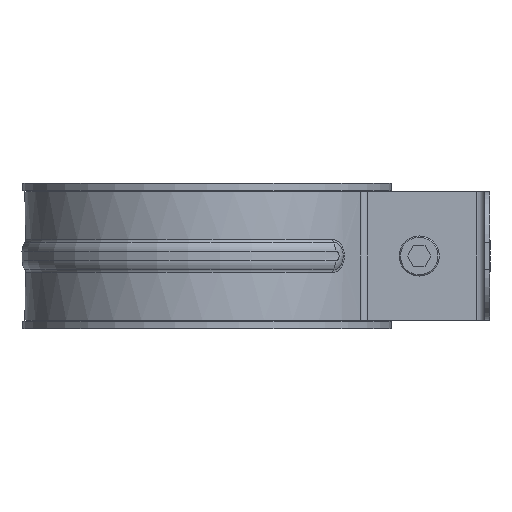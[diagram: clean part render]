
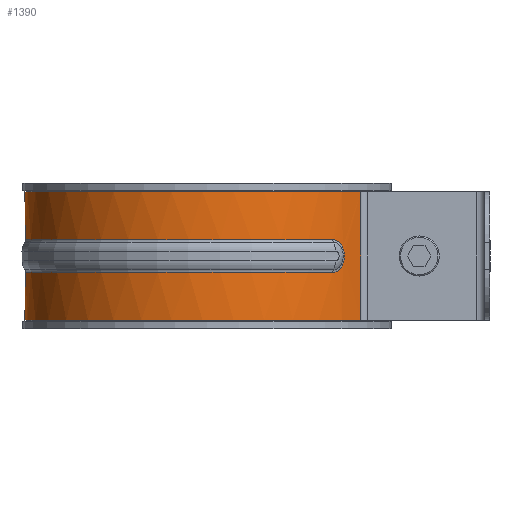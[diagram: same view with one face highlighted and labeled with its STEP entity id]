
A CAD part, left-side view. The second image highlights one B-rep face of the part: STEP entity #1390.
In plain terms, the highlighted cylindrical face has radius 36 mm (diameter 72 mm), a partial arc.
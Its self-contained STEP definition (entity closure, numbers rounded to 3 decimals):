
#222=CARTESIAN_POINT('',(0.,56.,12.7));
#223=DIRECTION('',(0.,0.,1.));
#224=DIRECTION('',(0.535,-0.845,0.));
#225=AXIS2_PLACEMENT_3D('',#222,#223,#224);
#278=CARTESIAN_POINT('',(0.,56.,-12.7));
#279=DIRECTION('',(0.,0.,1.));
#280=DIRECTION('',(0.535,-0.845,0.));
#281=AXIS2_PLACEMENT_3D('',#278,#279,#280);
#283=DIRECTION('',(0.,0.,1.));
#284=VECTOR('',#283,25.4);
#285=CARTESIAN_POINT('',(19.245,25.576,-12.7));
#286=LINE('',#285,#284);
#287=CARTESIAN_POINT('',(-25.97,31.069,-3.241));
#288=CARTESIAN_POINT('',(-25.724,30.813,-3.241));
#289=CARTESIAN_POINT('',(-25.25,30.334,-3.135));
#290=CARTESIAN_POINT('',(-24.553,29.667,-2.655));
#291=CARTESIAN_POINT('',(-24.01,29.174,-1.917));
#292=CARTESIAN_POINT('',(-23.658,28.864,
-0.988));
#293=CARTESIAN_POINT('',(-23.536,28.759,
0.));
#294=CARTESIAN_POINT('',(-23.658,28.864,0.988));
#295=CARTESIAN_POINT('',(-24.01,29.174,1.917));
#296=CARTESIAN_POINT('',(-24.553,29.667,2.655));
#297=CARTESIAN_POINT('',(-25.25,30.334,3.135));
#298=CARTESIAN_POINT('',(-25.724,30.813,3.241));
#299=CARTESIAN_POINT('',(-25.97,31.069,3.241));
#301=CARTESIAN_POINT('',(0.,56.,3.241));
#302=DIRECTION('',(0.,0.,-1.));
#303=DIRECTION('',(-0.721,-0.693,0.));
#304=AXIS2_PLACEMENT_3D('',#301,#302,#303);
#306=CARTESIAN_POINT('',(25.964,31.063,-3.241));
#307=CARTESIAN_POINT('',(25.718,30.807,-3.241));
#308=CARTESIAN_POINT('',(25.244,30.328,-3.135));
#309=CARTESIAN_POINT('',(24.546,29.661,-2.655));
#310=CARTESIAN_POINT('',(24.003,29.168,-1.917));
#311=CARTESIAN_POINT('',(23.651,28.859,-0.988));
#312=CARTESIAN_POINT('',(23.53,28.754,
0.));
#313=CARTESIAN_POINT('',(23.651,28.859,0.988));
#314=CARTESIAN_POINT('',(24.003,29.168,1.917));
#315=CARTESIAN_POINT('',(24.546,29.661,2.655));
#316=CARTESIAN_POINT('',(25.244,30.328,3.135));
#317=CARTESIAN_POINT('',(25.718,30.807,3.241));
#318=CARTESIAN_POINT('',(25.964,31.063,3.241));
#320=CARTESIAN_POINT('',(0.,56.,-3.241));
#321=DIRECTION('',(0.,0.,1.));
#322=DIRECTION('',(0.721,-0.693,0.));
#323=AXIS2_PLACEMENT_3D('',#320,#321,#322);
#325=DIRECTION('',(0.,0.,1.));
#326=VECTOR('',#325,25.4);
#327=CARTESIAN_POINT('',(-19.245,25.576,-12.7));
#328=LINE('',#327,#326);
#971=CARTESIAN_POINT('',(-19.245,25.576,-12.7));
#972=VERTEX_POINT('',#971);
#973=CARTESIAN_POINT('',(-19.245,25.576,12.7));
#974=VERTEX_POINT('',#973);
#979=CARTESIAN_POINT('',(19.245,25.576,-12.7));
#980=VERTEX_POINT('',#979);
#981=CARTESIAN_POINT('',(19.245,25.576,12.7));
#982=VERTEX_POINT('',#981);
#1002=VERTEX_POINT('',#287);
#1003=VERTEX_POINT('',#299);
#1004=CARTESIAN_POINT('',(25.964,31.063,3.241));
#1005=VERTEX_POINT('',#1004);
#1006=VERTEX_POINT('',#306);
#1368=CARTESIAN_POINT('',(0.,56.,-12.7));
#1369=DIRECTION('',(0.,0.,1.));
#1370=DIRECTION('',(-1.,0.,0.));
#1371=AXIS2_PLACEMENT_3D('',#1368,#1369,#1370);
#1372=CYLINDRICAL_SURFACE('',#1371,36.);
#1373=ORIENTED_EDGE('',*,*,#1361,.F.);
#1374=ORIENTED_EDGE('',*,*,#1296,.T.);
#1375=ORIENTED_EDGE('',*,*,#1324,.T.);
#1377=ORIENTED_EDGE('',*,*,#1376,.F.);
#1378=EDGE_LOOP('',(#1373,#1374,#1375,#1377));
#1379=FACE_OUTER_BOUND('',#1378,.F.);
#1381=ORIENTED_EDGE('',*,*,#1380,.T.);
#1383=ORIENTED_EDGE('',*,*,#1382,.T.);
#1385=ORIENTED_EDGE('',*,*,#1384,.F.);
#1387=ORIENTED_EDGE('',*,*,#1386,.T.);
#1388=EDGE_LOOP('',(#1381,#1383,#1385,#1387));
#1389=FACE_BOUND('',#1388,.F.);
#1390=ADVANCED_FACE('',(#1379,#1389),#1372,.T.);
#226=CIRCLE('',#225,36.);
#282=CIRCLE('',#281,36.);
#300=B_SPLINE_CURVE_WITH_KNOTS('',3,(#287,#288,#289,#290,#291,#292,#293,#294,
#295,#296,#297,#298,#299),.UNSPECIFIED.,.F.,.F.,(4,1,1,1,1,1,1,1,1,1,4),(0.,
0.1,0.2,0.3,0.4,0.5,0.6,0.7,0.8,0.9,1.),.UNSPECIFIED.);
#305=CIRCLE('',#304,36.);
#319=B_SPLINE_CURVE_WITH_KNOTS('',3,(#306,#307,#308,#309,#310,#311,#312,#313,
#314,#315,#316,#317,#318),.UNSPECIFIED.,.F.,.F.,(4,1,1,1,1,1,1,1,1,1,4),(0.,
0.1,0.2,0.3,0.4,0.5,0.6,0.7,0.8,0.9,1.),.UNSPECIFIED.);
#324=CIRCLE('',#323,36.);
#1296=EDGE_CURVE('',#980,#982,#286,.T.);
#1324=EDGE_CURVE('',#982,#974,#226,.T.);
#1361=EDGE_CURVE('',#980,#972,#282,.T.);
#1376=EDGE_CURVE('',#972,#974,#328,.T.);
#1380=EDGE_CURVE('',#1002,#1003,#300,.T.);
#1382=EDGE_CURVE('',#1003,#1005,#305,.T.);
#1384=EDGE_CURVE('',#1006,#1005,#319,.T.);
#1386=EDGE_CURVE('',#1006,#1002,#324,.T.);
